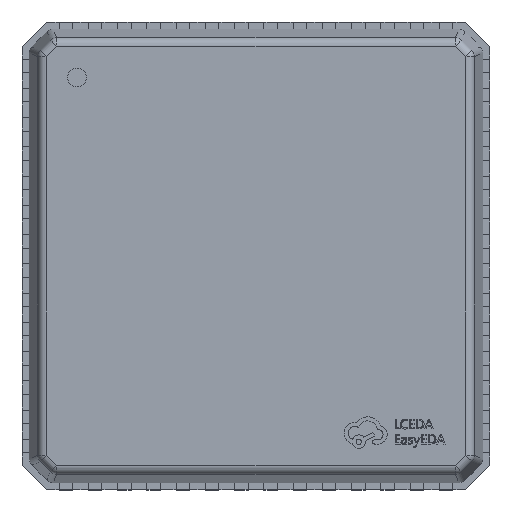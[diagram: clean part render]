
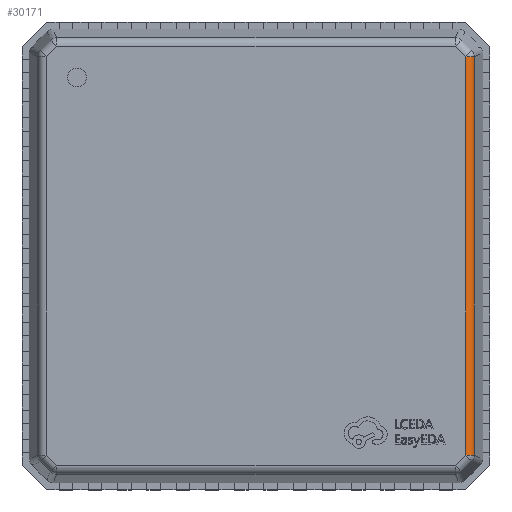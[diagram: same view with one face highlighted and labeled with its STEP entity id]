
A CAD part, top view. The second image highlights one B-rep face of the part: STEP entity #30171.
In plain terms, the highlighted cylindrical face has radius 0.15 mm (diameter 0.3 mm), a partial arc.
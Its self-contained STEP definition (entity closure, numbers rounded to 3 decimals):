
#815 = EDGE_CURVE ( 'NONE', #16759, #15087, #31304, .T. ) ;
#1868 = AXIS2_PLACEMENT_3D ( 'NONE', #39118, #14005, #21421 ) ;
#2707 = CARTESIAN_POINT ( 'NONE',  ( 3.583, -3.407, 0.8 ) ) ;
#3861 = AXIS2_PLACEMENT_3D ( 'NONE', #2707, #21805, #39245 ) ;
#9044 = CARTESIAN_POINT ( 'NONE',  ( 3.73, 3.407, 0.831 ) ) ;
#9148 = ORIENTED_EDGE ( 'NONE', *, *, #815, .F. ) ;
#9561 = DIRECTION ( 'NONE',  ( 0., -1., 0. ) ) ;
#11732 = CARTESIAN_POINT ( 'NONE',  ( 3.583, -3.407, 0.95 ) ) ;
#12128 = CIRCLE ( 'NONE', #25876, 0.15 ) ;
#12291 = CIRCLE ( 'NONE', #3861, 0.15 ) ;
#14005 = DIRECTION ( 'NONE',  ( 0., 1., 0. ) ) ;
#14881 = DIRECTION ( 'NONE',  ( 0., 1., 0. ) ) ;
#15087 = VERTEX_POINT ( 'NONE', #18206 ) ;
#16759 = VERTEX_POINT ( 'NONE', #9044 ) ;
#17398 = EDGE_CURVE ( 'NONE', #26602, #38200, #46522, .T. ) ;
#18206 = CARTESIAN_POINT ( 'NONE',  ( 3.73, -3.407, 0.831 ) ) ;
#18706 = EDGE_CURVE ( 'NONE', #38200, #16759, #12128, .T. ) ;
#20673 = EDGE_LOOP ( 'NONE', ( #31744, #9148, #29315, #32317 ) ) ;
#21421 = DIRECTION ( 'NONE',  ( -1., 0., 0. ) ) ;
#21805 = DIRECTION ( 'NONE',  ( 0., 1., 0. ) ) ;
#24791 = CARTESIAN_POINT ( 'NONE',  ( 3.583, 3.458, 0.95 ) ) ;
#25876 = AXIS2_PLACEMENT_3D ( 'NONE', #44797, #14881, #29462 ) ;
#26602 = VERTEX_POINT ( 'NONE', #11732 ) ;
#28164 = CARTESIAN_POINT ( 'NONE',  ( 3.73, -3.458, 0.831 ) ) ;
#29315 = ORIENTED_EDGE ( 'NONE', *, *, #18706, .F. ) ;
#29462 = DIRECTION ( 'NONE',  ( -1., 0., 0. ) ) ;
#30070 = FACE_OUTER_BOUND ( 'NONE', #20673, .T. ) ;
#30171 = ADVANCED_FACE ( 'NONE', ( #30070 ), #33941, .T. ) ;
#31304 = LINE ( 'NONE', #28164, #39382 ) ;
#31744 = ORIENTED_EDGE ( 'NONE', *, *, #42755, .T. ) ;
#32317 = ORIENTED_EDGE ( 'NONE', *, *, #17398, .F. ) ;
#33941 = CYLINDRICAL_SURFACE ( 'NONE', #1868, 0.15 ) ;
#38200 = VERTEX_POINT ( 'NONE', #44500 ) ;
#39118 = CARTESIAN_POINT ( 'NONE',  ( 3.583, 0., 0.8 ) ) ;
#39245 = DIRECTION ( 'NONE',  ( 0., 0., -1. ) ) ;
#39382 = VECTOR ( 'NONE', #9561, 1000. ) ;
#42755 = EDGE_CURVE ( 'NONE', #26602, #15087, #12291, .T. ) ;
#43443 = DIRECTION ( 'NONE',  ( 0., 1., 0. ) ) ;
#44500 = CARTESIAN_POINT ( 'NONE',  ( 3.583, 3.407, 0.95 ) ) ;
#44797 = CARTESIAN_POINT ( 'NONE',  ( 3.583, 3.407, 0.8 ) ) ;
#44923 = VECTOR ( 'NONE', #43443, 1000. ) ;
#46522 = LINE ( 'NONE', #24791, #44923 ) ;
